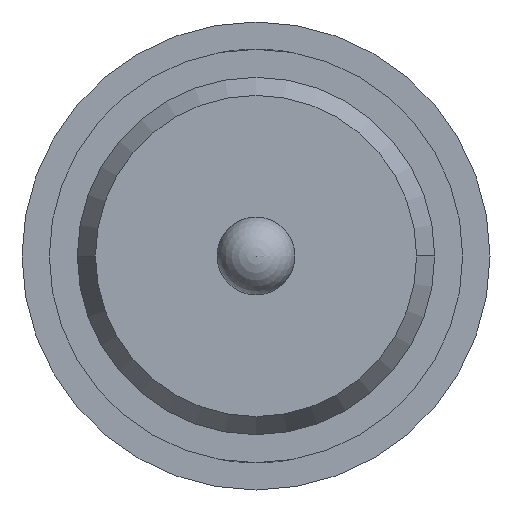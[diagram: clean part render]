
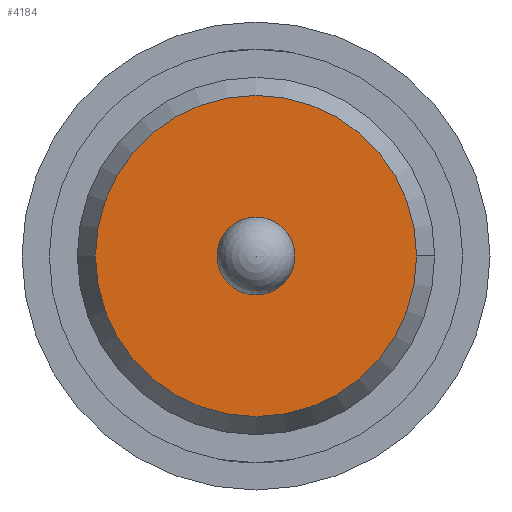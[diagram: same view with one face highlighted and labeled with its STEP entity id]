
A CAD part, front view. The second image highlights one B-rep face of the part: STEP entity #4184.
In plain terms, the highlighted planar face has unit normal (0, -1, 0).
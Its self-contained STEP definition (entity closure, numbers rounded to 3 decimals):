
#233 = DIRECTION ( 'NONE',  ( 0., -1., 0. ) ) ;
#242 = FACE_BOUND ( 'NONE', #1652, .T. ) ;
#315 = DIRECTION ( 'NONE',  ( 0., -1., 0. ) ) ;
#358 = ORIENTED_EDGE ( 'NONE', *, *, #4596, .T. ) ;
#686 = DIRECTION ( 'NONE',  ( 1., 0., 0. ) ) ;
#926 = EDGE_CURVE ( 'Defeature ausgef�hrt1_17+Defeature ausgef�hrt1_16+Defeature ausgef�hrt1_16+Defeature ausgef�hrt1_16', #2361, #4228, #3239, .T. ) ;
#988 = AXIS2_PLACEMENT_3D ( 'NONE', #2075, #233, #3867 ) ;
#1319 = EDGE_CURVE ( 'Defeature ausgef�hrt1_17+Defeature ausgef�hrt1_14+Defeature ausgef�hrt1_14+Defeature ausgef�hrt1_14', #3754, #4559, #2726, .T. ) ;
#1370 = CARTESIAN_POINT ( 'NONE',  ( 0., -28.6, 0. ) ) ;
#1381 = DIRECTION ( 'NONE',  ( 0., 0., -1. ) ) ;
#1652 = EDGE_LOOP ( 'NONE', ( #3928, #4378 ) ) ;
#1732 = DIRECTION ( 'NONE',  ( 1., 0., 0. ) ) ;
#1751 = AXIS2_PLACEMENT_3D ( 'NONE', #3616, #4695, #4291 ) ;
#1753 = CARTESIAN_POINT ( 'NONE',  ( -1.145, -28.6, 0. ) ) ;
#2075 = CARTESIAN_POINT ( 'NONE',  ( 0., -28.6, 0. ) ) ;
#2296 = AXIS2_PLACEMENT_3D ( 'NONE', #1753, #315, #686 ) ;
#2361 = VERTEX_POINT ( 'NONE', #3523 ) ;
#2428 = CARTESIAN_POINT ( 'NONE',  ( 0., -28.6, -0.25 ) ) ;
#2433 = PLANE ( 'NONE',  #2296 ) ;
#2463 = CARTESIAN_POINT ( 'NONE',  ( 0., -28.6, 0.25 ) ) ;
#2552 = FACE_OUTER_BOUND ( 'NONE', #3139, .T. ) ;
#2726 = CIRCLE ( 'NONE', #4514, 0.25 ) ;
#2797 = CIRCLE ( 'NONE', #1751, 0.25 ) ;
#3040 = EDGE_CURVE ( 'Defeature ausgef�hrt1_17+Defeature ausgef�hrt1_14+Defeature ausgef�hrt1_14+Defeature ausgef�hrt1_14', #4559, #3754, #2797, .T. ) ;
#3052 = AXIS2_PLACEMENT_3D ( 'NONE', #1370, #3947, #1732 ) ;
#3139 = EDGE_LOOP ( 'NONE', ( #3551, #358 ) ) ;
#3239 = CIRCLE ( 'NONE', #3052, 1.03 ) ;
#3523 = CARTESIAN_POINT ( 'NONE',  ( -1.03, -28.6, 0. ) ) ;
#3551 = ORIENTED_EDGE ( 'NONE', *, *, #926, .T. ) ;
#3616 = CARTESIAN_POINT ( 'NONE',  ( 0., -28.6, 0. ) ) ;
#3662 = CARTESIAN_POINT ( 'NONE',  ( 1.03, -28.6, 0. ) ) ;
#3754 = VERTEX_POINT ( 'NONE', #2463 ) ;
#3867 = DIRECTION ( 'NONE',  ( 1., 0., 0. ) ) ;
#3928 = ORIENTED_EDGE ( 'NONE', *, *, #1319, .T. ) ;
#3947 = DIRECTION ( 'NONE',  ( 0., -1., 0. ) ) ;
#4184 = ADVANCED_FACE ( 'Defeature ausgef�hrt1_17', ( #242, #2552 ), #2433, .T. ) ;
#4228 = VERTEX_POINT ( 'NONE', #3662 ) ;
#4272 = CARTESIAN_POINT ( 'NONE',  ( 0., -28.6, 0. ) ) ;
#4291 = DIRECTION ( 'NONE',  ( 0., 0., -1. ) ) ;
#4378 = ORIENTED_EDGE ( 'NONE', *, *, #3040, .T. ) ;
#4466 = CIRCLE ( 'NONE', #988, 1.03 ) ;
#4514 = AXIS2_PLACEMENT_3D ( 'NONE', #4272, #4617, #1381 ) ;
#4559 = VERTEX_POINT ( 'NONE', #2428 ) ;
#4596 = EDGE_CURVE ( 'Defeature ausgef�hrt1_17+Defeature ausgef�hrt1_16+Defeature ausgef�hrt1_16+Defeature ausgef�hrt1_16', #4228, #2361, #4466, .T. ) ;
#4617 = DIRECTION ( 'NONE',  ( 0., 1., 0. ) ) ;
#4695 = DIRECTION ( 'NONE',  ( 0., 1., 0. ) ) ;
